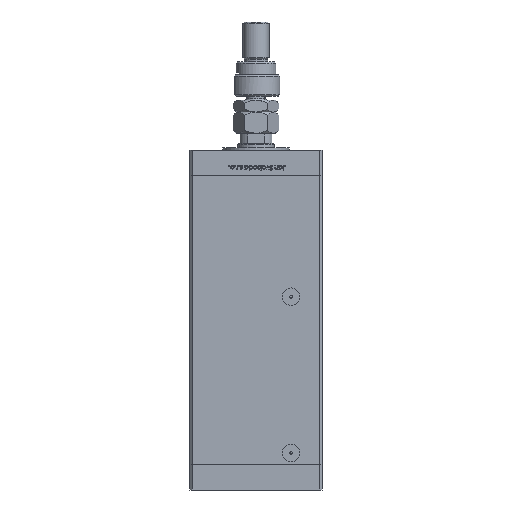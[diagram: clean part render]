
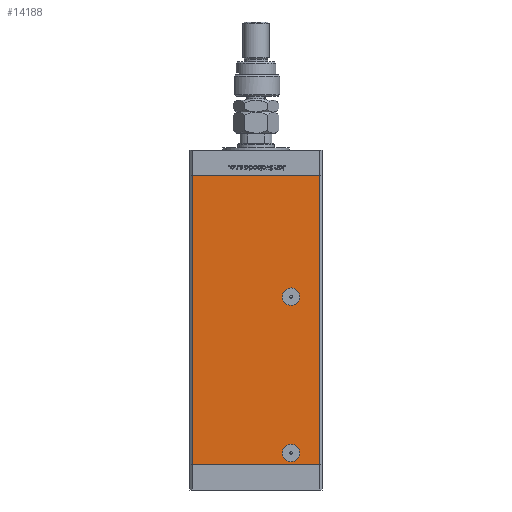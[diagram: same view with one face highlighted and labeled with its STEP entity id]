
A CAD part, front view. The second image highlights one B-rep face of the part: STEP entity #14188.
In plain terms, the highlighted planar face has unit normal (0, -1, 0).
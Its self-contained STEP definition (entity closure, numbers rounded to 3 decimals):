
#122 = EDGE_LOOP ( 'NONE', ( #36986, #36082 ) ) ;
#464 = EDGE_LOOP ( 'NONE', ( #24845, #34769, #8371, #29530 ) ) ;
#705 = CARTESIAN_POINT ( 'NONE',  ( 48., -43.5, 218.5 ) ) ;
#1635 = DIRECTION ( 'NONE',  ( 0., 0., -1. ) ) ;
#1821 = EDGE_CURVE ( 'NONE', #36573, #26059, #49903, .T. ) ;
#1990 = VECTOR ( 'NONE', #2630, 1000. ) ;
#1999 = CIRCLE ( 'NONE', #33093, 6.58 ) ;
#2277 = DIRECTION ( 'NONE',  ( 0., 0., -1. ) ) ;
#2630 = DIRECTION ( 'NONE',  ( 1., 0., 0. ) ) ;
#2900 = LINE ( 'NONE', #54349, #1990 ) ;
#3447 = EDGE_CURVE ( 'NONE', #26059, #36573, #1999, .T. ) ;
#3981 = CIRCLE ( 'NONE', #13750, 6.58 ) ;
#6190 = CARTESIAN_POINT ( 'NONE',  ( 48., -43.5, 218.5 ) ) ;
#6435 = CARTESIAN_POINT ( 'NONE',  ( 26.5, -43.5, 127. ) ) ;
#6867 = DIRECTION ( 'NONE',  ( 0., 0., -1. ) ) ;
#7986 = EDGE_CURVE ( 'NONE', #48698, #36286, #2900, .T. ) ;
#8371 = ORIENTED_EDGE ( 'NONE', *, *, #43209, .F. ) ;
#10314 = PLANE ( 'NONE',  #28348 ) ;
#11213 = VECTOR ( 'NONE', #17995, 1000. ) ;
#11760 = VECTOR ( 'NONE', #14849, 1000. ) ;
#12768 = CIRCLE ( 'NONE', #43854, 6.58 ) ;
#12979 = CARTESIAN_POINT ( 'NONE',  ( 26.5, -43.5, 2.42 ) ) ;
#13033 = VERTEX_POINT ( 'NONE', #6190 ) ;
#13750 = AXIS2_PLACEMENT_3D ( 'NONE', #14975, #39483, #1635 ) ;
#14188 = ADVANCED_FACE ( 'NONE', ( #44528, #48422, #22047 ), #10314, .F. ) ;
#14849 = DIRECTION ( 'NONE',  ( 0., 0., -1. ) ) ;
#14911 = CARTESIAN_POINT ( 'NONE',  ( -48., -43.5, 218.5 ) ) ;
#14975 = CARTESIAN_POINT ( 'NONE',  ( 26.5, -43.5, 127. ) ) ;
#15362 = VERTEX_POINT ( 'NONE', #46852 ) ;
#15436 = CARTESIAN_POINT ( 'NONE',  ( 26.5, -43.5, 9. ) ) ;
#16553 = CARTESIAN_POINT ( 'NONE',  ( -48., -43.5, 0. ) ) ;
#17995 = DIRECTION ( 'NONE',  ( 1., 0., 0. ) ) ;
#19597 = EDGE_LOOP ( 'NONE', ( #36370, #42019 ) ) ;
#21151 = DIRECTION ( 'NONE',  ( 0., -1., 0. ) ) ;
#22047 = FACE_BOUND ( 'NONE', #19597, .T. ) ;
#22435 = LINE ( 'NONE', #26349, #11213 ) ;
#23348 = CARTESIAN_POINT ( 'NONE',  ( 26.5, -43.5, 15.58 ) ) ;
#23434 = DIRECTION ( 'NONE',  ( 0., 1., 0. ) ) ;
#24845 = ORIENTED_EDGE ( 'NONE', *, *, #7986, .T. ) ;
#26059 = VERTEX_POINT ( 'NONE', #12979 ) ;
#26349 = CARTESIAN_POINT ( 'NONE',  ( -48., -43.5, 218.5 ) ) ;
#26491 = CARTESIAN_POINT ( 'NONE',  ( -48., -43.5, 218.5 ) ) ;
#27718 = DIRECTION ( 'NONE',  ( 0., 0., -1. ) ) ;
#28348 = AXIS2_PLACEMENT_3D ( 'NONE', #26491, #39277, #39016 ) ;
#28602 = AXIS2_PLACEMENT_3D ( 'NONE', #15436, #44929, #44106 ) ;
#29288 = EDGE_CURVE ( 'NONE', #13033, #36286, #38826, .T. ) ;
#29530 = ORIENTED_EDGE ( 'NONE', *, *, #44100, .T. ) ;
#30424 = VERTEX_POINT ( 'NONE', #42922 ) ;
#32538 = EDGE_CURVE ( 'NONE', #54831, #30424, #12768, .T. ) ;
#33093 = AXIS2_PLACEMENT_3D ( 'NONE', #42275, #21151, #6867 ) ;
#34769 = ORIENTED_EDGE ( 'NONE', *, *, #29288, .F. ) ;
#35229 = VECTOR ( 'NONE', #27718, 1000. ) ;
#36082 = ORIENTED_EDGE ( 'NONE', *, *, #1821, .F. ) ;
#36286 = VERTEX_POINT ( 'NONE', #40366 ) ;
#36370 = ORIENTED_EDGE ( 'NONE', *, *, #49314, .T. ) ;
#36573 = VERTEX_POINT ( 'NONE', #23348 ) ;
#36986 = ORIENTED_EDGE ( 'NONE', *, *, #3447, .F. ) ;
#38826 = LINE ( 'NONE', #705, #11760 ) ;
#39016 = DIRECTION ( 'NONE',  ( 0., 0., 1. ) ) ;
#39277 = DIRECTION ( 'NONE',  ( 0., 1., 0. ) ) ;
#39483 = DIRECTION ( 'NONE',  ( 0., 1., 0. ) ) ;
#40366 = CARTESIAN_POINT ( 'NONE',  ( 48., -43.5, 0. ) ) ;
#42019 = ORIENTED_EDGE ( 'NONE', *, *, #32538, .T. ) ;
#42275 = CARTESIAN_POINT ( 'NONE',  ( 26.5, -43.5, 9. ) ) ;
#42922 = CARTESIAN_POINT ( 'NONE',  ( 26.5, -43.5, 120.42 ) ) ;
#43209 = EDGE_CURVE ( 'NONE', #15362, #13033, #22435, .T. ) ;
#43854 = AXIS2_PLACEMENT_3D ( 'NONE', #6435, #23434, #2277 ) ;
#44100 = EDGE_CURVE ( 'NONE', #15362, #48698, #53019, .T. ) ;
#44106 = DIRECTION ( 'NONE',  ( 0., 0., -1. ) ) ;
#44528 = FACE_BOUND ( 'NONE', #122, .T. ) ;
#44929 = DIRECTION ( 'NONE',  ( 0., -1., 0. ) ) ;
#46852 = CARTESIAN_POINT ( 'NONE',  ( -48., -43.5, 218.5 ) ) ;
#48422 = FACE_OUTER_BOUND ( 'NONE', #464, .T. ) ;
#48698 = VERTEX_POINT ( 'NONE', #16553 ) ;
#48848 = CARTESIAN_POINT ( 'NONE',  ( 26.5, -43.5, 133.58 ) ) ;
#49314 = EDGE_CURVE ( 'NONE', #30424, #54831, #3981, .T. ) ;
#49903 = CIRCLE ( 'NONE', #28602, 6.58 ) ;
#53019 = LINE ( 'NONE', #14911, #35229 ) ;
#54349 = CARTESIAN_POINT ( 'NONE',  ( -48., -43.5, 0. ) ) ;
#54831 = VERTEX_POINT ( 'NONE', #48848 ) ;
